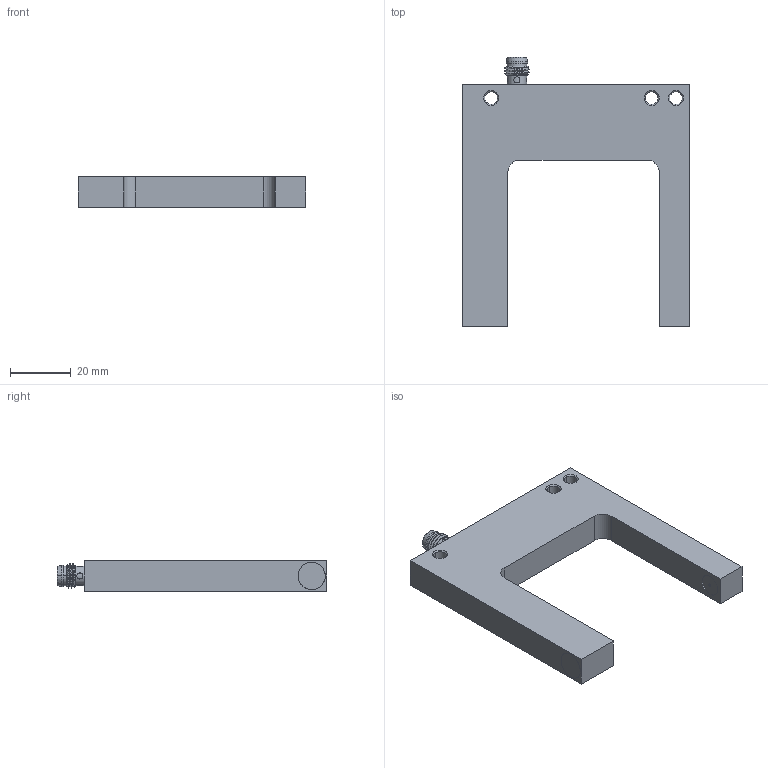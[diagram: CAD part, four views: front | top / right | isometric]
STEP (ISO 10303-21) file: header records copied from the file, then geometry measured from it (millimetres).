
FILE_DESCRIPTION (( 'STEP AP214' ), '1' );
FILE_NAME ('OGL-50.STEP', '2010-09-23T08:26:45', ( 'ws-admin' ), ( '' ), 'SwSTEP 2.0', 'SolidWorks 2010', '' );
FILE_SCHEMA (( 'AUTOMOTIVE_DESIGN' ));
Length unit declared in the file: millimetre
Products named in the file (1): OGL-50
Bounding box: 75 x 89 x 10 mm (x, y, z)
Surface area: 11555 mm2 (no closed solid volume)
Topology: 0 solids, 17 shells, 138 faces, 367 edges, 244 vertices
Faces by surface type: cylinder 63, plane 34, cone 20, torus 12, sphere 6, bspline 3
Entity records: 6826 total; most frequent: CARTESIAN_POINT 1911, DIRECTION 750, ORIENTED_EDGE 624, EDGE_CURVE 355, AXIS2_PLACEMENT_3D 309, VERTEX_POINT 238, CIRCLE 173, EDGE_LOOP 165
